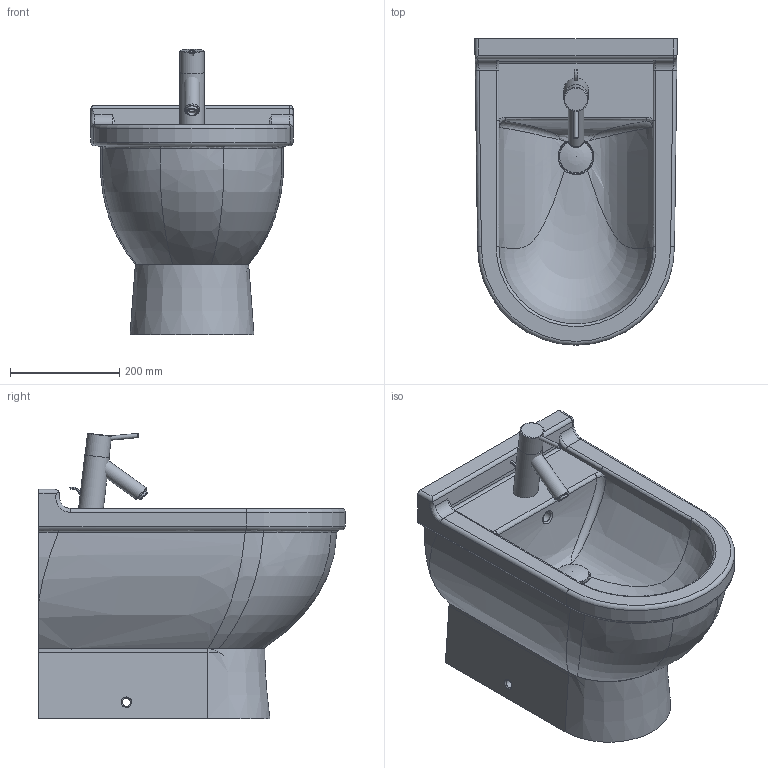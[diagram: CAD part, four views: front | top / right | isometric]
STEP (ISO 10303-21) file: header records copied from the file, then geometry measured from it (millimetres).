
FILE_DESCRIPTION((''),'2;1');
FILE_NAME('223010.stp','2007-08-06T09:17:46',('Huebner'),(''),'Autodesk Inventor 11','Autodesk Inventor 11','');
FILE_SCHEMA(('AUTOMOTIVE_DESIGN { 1 0 10303 214 1 1 1 1 }'));
Length unit declared in the file: millimetre
Products named in the file (10): 223010; Kelch; Stopfen; Baterie_Starck3; hebel1; Griff_2Starck3; Hebel3kurz; Halterstarck3; Neoperl_Starck3
Assembly tree (9 placements, depth 3):
  223010
    223010
    Kelch
    Stopfen
    Baterie_Starck3
      hebel1
      Griff_2Starck3
      Hebel3kurz
      Halterstarck3
      Neoperl_Starck3
Bounding box: 370 x 560 x 521.53 mm (x, y, z)
Volume: 36895423 mm3; surface area: 1240221.9 mm2
Topology: 8 solids, 9 shells, 189 faces, 452 edges, 280 vertices
Faces by surface type: plane 65, cylinder 50, bspline 49, torus 16, cone 6, sphere 3
Full cylindrical faces by diameter (mm): 8 x1, 9.368 x1, 15 x3, 16 x1, 20 x2, 25 x1, 28 x1, 42 x1, 44 x2, 45 x1, 55 x1, 60 x1
Entity records: 22744 total; most frequent: CARTESIAN_POINT 18563, ORIENTED_EDGE 828, DIRECTION 746, EDGE_CURVE 414, AXIS2_PLACEMENT_3D 297, VERTEX_POINT 272, EDGE_LOOP 228, FACE_OUTER_BOUND 189
